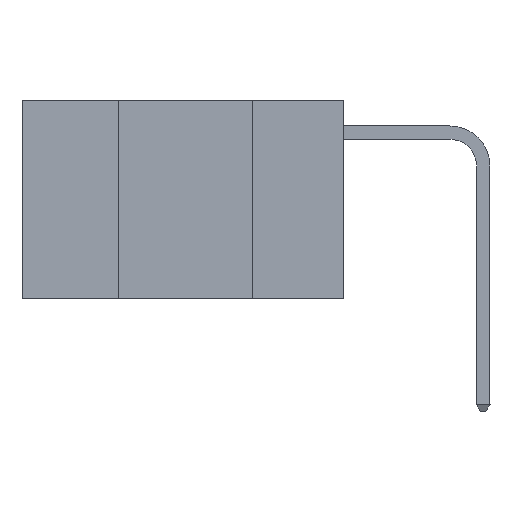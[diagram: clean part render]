
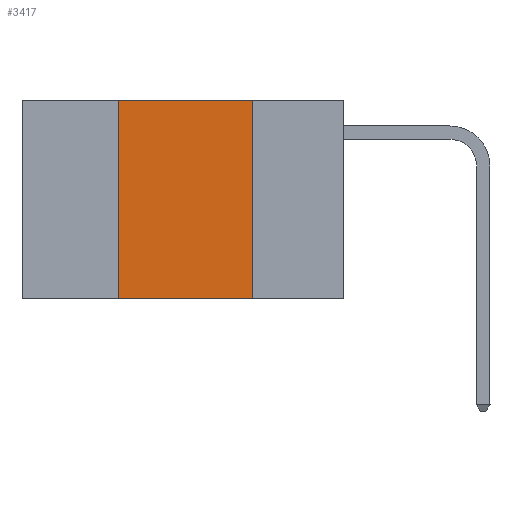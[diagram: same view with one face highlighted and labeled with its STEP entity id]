
A CAD part, left-side view. The second image highlights one B-rep face of the part: STEP entity #3417.
In plain terms, the highlighted planar face has unit normal (-1, 0, 0).
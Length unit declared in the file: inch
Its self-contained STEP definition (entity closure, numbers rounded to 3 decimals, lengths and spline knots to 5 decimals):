
#167 = CARTESIAN_POINT ( 'NONE',  ( 0., 0.42, 0. ) ) ;
#1122 = ORIENTED_EDGE ( 'NONE', *, *, #16599, .F. ) ;
#3261 = EDGE_CURVE ( 'NONE', #9327, #13511, #18109, .T. ) ;
#3329 = CARTESIAN_POINT ( 'NONE',  ( 0., 0.6, 0. ) ) ;
#3417 = ADVANCED_FACE ( 'NONE', ( #16376 ), #18249, .F. ) ;
#4237 = EDGE_CURVE ( 'NONE', #9327, #17665, #17202, .T. ) ;
#4538 = VECTOR ( 'NONE', #10605, 39.37008 ) ;
#4913 = VERTEX_POINT ( 'NONE', #17354 ) ;
#5838 = VECTOR ( 'NONE', #8221, 39.37008 ) ;
#6143 = CARTESIAN_POINT ( 'NONE',  ( 0., 0.42, -0.37 ) ) ;
#6831 = EDGE_LOOP ( 'NONE', ( #1122, #8874, #16300, #13104 ) ) ;
#8079 = CARTESIAN_POINT ( 'NONE',  ( 0., 0.6, -0.37 ) ) ;
#8221 = DIRECTION ( 'NONE',  ( 0., 0., -1. ) ) ;
#8359 = DIRECTION ( 'NONE',  ( 0., 0., -1. ) ) ;
#8363 = DIRECTION ( 'NONE',  ( 0., 0., 1. ) ) ;
#8432 = LINE ( 'NONE', #3329, #4538 ) ;
#8874 = ORIENTED_EDGE ( 'NONE', *, *, #10628, .F. ) ;
#9327 = VERTEX_POINT ( 'NONE', #6143 ) ;
#10605 = DIRECTION ( 'NONE',  ( 0., -1., 0. ) ) ;
#10628 = EDGE_CURVE ( 'NONE', #13511, #4913, #8432, .T. ) ;
#12304 = DIRECTION ( 'NONE',  ( 1., 0., 0. ) ) ;
#12548 = CARTESIAN_POINT ( 'NONE',  ( 0., 0.42, 0. ) ) ;
#12685 = CARTESIAN_POINT ( 'NONE',  ( 0., 0.6, 0. ) ) ;
#13104 = ORIENTED_EDGE ( 'NONE', *, *, #4237, .T. ) ;
#13192 = CARTESIAN_POINT ( 'NONE',  ( 0., 0.17, -0.37 ) ) ;
#13511 = VERTEX_POINT ( 'NONE', #12548 ) ;
#13853 = CARTESIAN_POINT ( 'NONE',  ( 0., 0.17, 0. ) ) ;
#14438 = VECTOR ( 'NONE', #8363, 39.37008 ) ;
#15206 = AXIS2_PLACEMENT_3D ( 'NONE', #12685, #12304, #8359 ) ;
#16300 = ORIENTED_EDGE ( 'NONE', *, *, #3261, .F. ) ;
#16376 = FACE_OUTER_BOUND ( 'NONE', #6831, .T. ) ;
#16599 = EDGE_CURVE ( 'NONE', #4913, #17665, #17074, .T. ) ;
#16772 = VECTOR ( 'NONE', #17969, 39.37008 ) ;
#17074 = LINE ( 'NONE', #13853, #5838 ) ;
#17202 = LINE ( 'NONE', #8079, #16772 ) ;
#17354 = CARTESIAN_POINT ( 'NONE',  ( 0., 0.17, 0. ) ) ;
#17665 = VERTEX_POINT ( 'NONE', #13192 ) ;
#17969 = DIRECTION ( 'NONE',  ( 0., -1., 0. ) ) ;
#18109 = LINE ( 'NONE', #167, #14438 ) ;
#18249 = PLANE ( 'NONE',  #15206 ) ;
